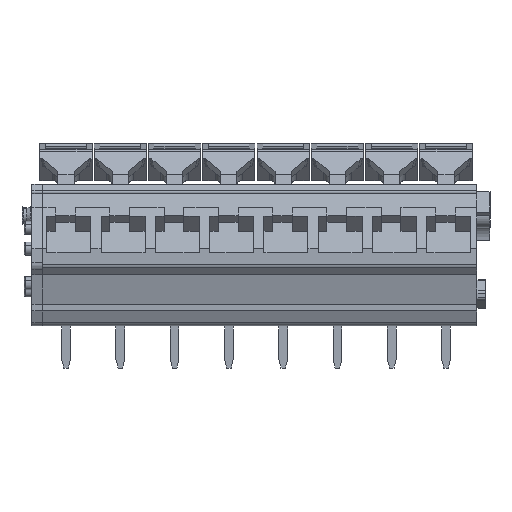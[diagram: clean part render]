
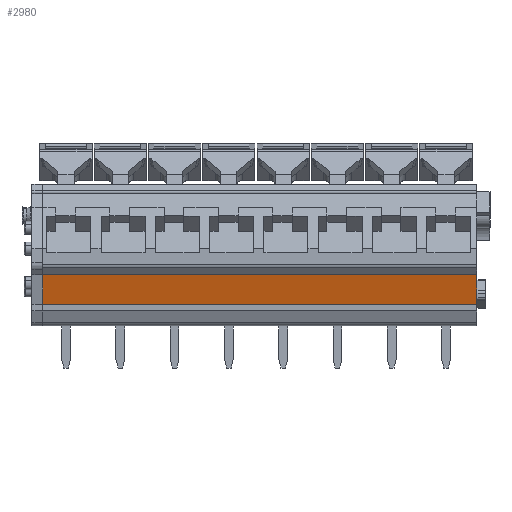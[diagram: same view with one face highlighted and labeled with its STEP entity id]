
A CAD part, front view. The second image highlights one B-rep face of the part: STEP entity #2980.
In plain terms, the highlighted planar face has unit normal (0, -0.966, -0.259).
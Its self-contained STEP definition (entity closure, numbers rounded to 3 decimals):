
#2967=AXIS2_PLACEMENT_3D('Plane Axis2P3D',#2964,#2965,#2966) ;
#729=CARTESIAN_POINT('Vertex',(1.9,1.37,5.863)) ;
#732=CARTESIAN_POINT('Line Origine',(1.9,1.002,7.238)) ;
#736=CARTESIAN_POINT('Vertex',(1.9,0.634,8.613)) ;
#1180=CARTESIAN_POINT('Vertex',(41.9,0.634,8.613)) ;
#1183=CARTESIAN_POINT('Line Origine',(41.9,1.002,7.238)) ;
#1187=CARTESIAN_POINT('Vertex',(41.9,1.37,5.863)) ;
#2951=CARTESIAN_POINT('Line Origine',(21.9,1.37,5.863)) ;
#2964=CARTESIAN_POINT('Axis2P3D Location',(4.05,1.37,5.863)) ;
#2969=CARTESIAN_POINT('Line Origine',(21.9,0.634,8.613)) ;
#733=DIRECTION('Vector Direction',(0.,-0.259,0.966)) ;
#1184=DIRECTION('Vector Direction',(0.,-0.259,0.966)) ;
#2952=DIRECTION('Vector Direction',(-1.,0.,0.)) ;
#2965=DIRECTION('Axis2P3D Direction',(0.,-0.966,-0.259)) ;
#2966=DIRECTION('Axis2P3D XDirection',(0.,-0.259,0.966)) ;
#2970=DIRECTION('Vector Direction',(-1.,0.,0.)) ;
#734=VECTOR('Line Direction',#733,1.) ;
#1185=VECTOR('Line Direction',#1184,1.) ;
#2953=VECTOR('Line Direction',#2952,1.) ;
#2971=VECTOR('Line Direction',#2970,1.) ;
#2975=ORIENTED_EDGE('',*,*,#2955,.F.) ;
#2976=ORIENTED_EDGE('',*,*,#1189,.T.) ;
#2977=ORIENTED_EDGE('',*,*,#2973,.T.) ;
#2978=ORIENTED_EDGE('',*,*,#738,.F.) ;
#2980=ADVANCED_FACE('Housing\\LMZF500-housing',(#2979),#2968,.T.) ;
#738=EDGE_CURVE('',#730,#737,#735,.T.) ;
#1189=EDGE_CURVE('',#1188,#1181,#1186,.T.) ;
#2955=EDGE_CURVE('',#1188,#730,#2954,.T.) ;
#2973=EDGE_CURVE('',#1181,#737,#2972,.T.) ;
#2974=EDGE_LOOP('',(#2975,#2976,#2977,#2978)) ;
#2979=FACE_OUTER_BOUND('',#2974,.T.) ;
#735=LINE('Line',#732,#734) ;
#1186=LINE('Line',#1183,#1185) ;
#2954=LINE('Line',#2951,#2953) ;
#2972=LINE('Line',#2969,#2971) ;
#2968=PLANE('',#2967) ;
#730=VERTEX_POINT('',#729) ;
#737=VERTEX_POINT('',#736) ;
#1181=VERTEX_POINT('',#1180) ;
#1188=VERTEX_POINT('',#1187) ;
